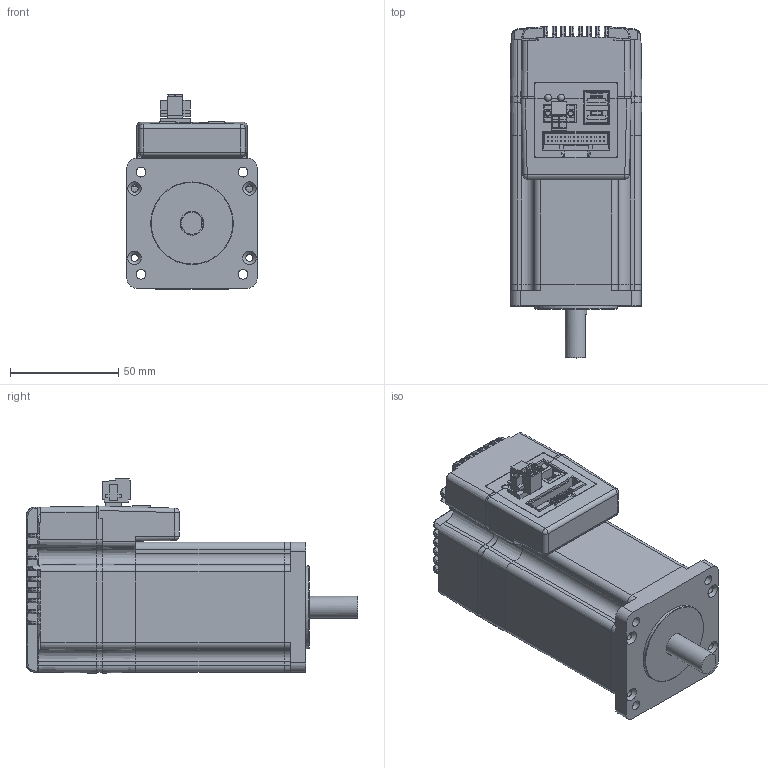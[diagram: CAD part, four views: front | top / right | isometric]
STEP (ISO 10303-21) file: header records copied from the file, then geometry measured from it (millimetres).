
FILE_DESCRIPTION (( 'STEP AP203' ), '1' );
FILE_NAME ('TSM24S-3RG.STEP', '2013-01-09T02:17:37', ( 'Sky123.Org' ), ( 'Sky123.Org' ), 'SwSTEP 2.0', 'SolidWorks 2011', '' );
FILE_SCHEMA (( 'CONFIG_CONTROL_DESIGN' ));
Length unit declared in the file: millimetre
Products named in the file (1): TSM24S-3RG
Bounding box: 60.86 x 153.15 x 89.68 mm (x, y, z)
Surface area: 62341.5 mm2 (no closed solid volume)
Topology: 0 solids, 19 shells, 765 faces, 3219 edges, 2459 vertices
Faces by surface type: plane 360, cylinder 233, bspline 68, torus 66, cone 32, sphere 6
Full cylindrical faces by diameter (mm): 1.87 x2, 2.8 x2, 3.2 x2, 3.3 x4, 3.4 x4, 4.5 x4, 10 x1, 11 x1, 22 x1, 38.1 x1
Entity records: 37015 total; most frequent: CARTESIAN_POINT 11279, DIRECTION 5199, ORIENTED_EDGE 5002, EDGE_CURVE 3180, VERTEX_POINT 2451, AXIS2_PLACEMENT_3D 1754, LINE 1691, VECTOR 1691
